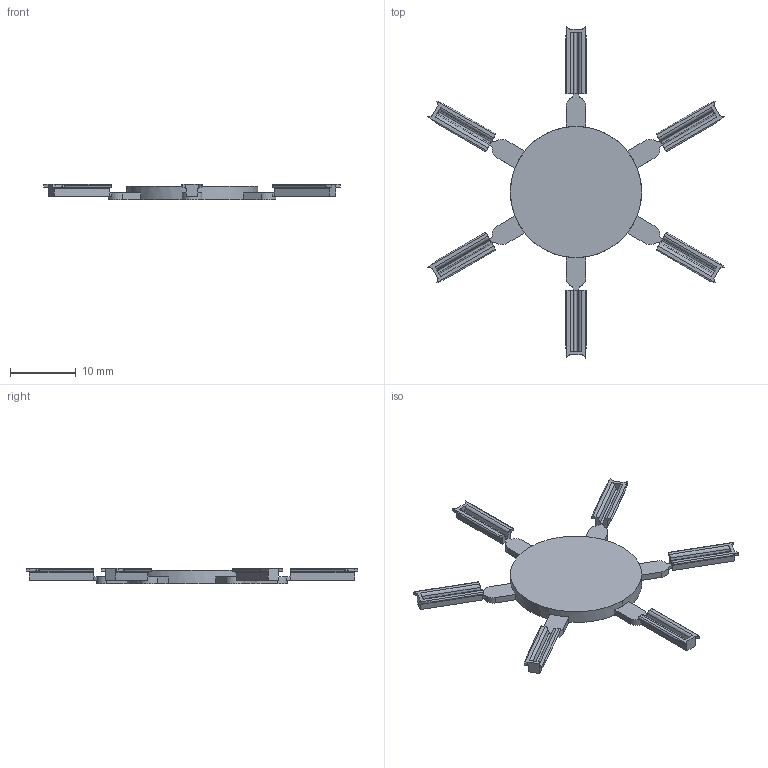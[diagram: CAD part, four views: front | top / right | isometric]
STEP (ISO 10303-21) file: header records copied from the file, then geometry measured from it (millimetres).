
FILE_DESCRIPTION(('CATIA V5 STEP Exchange','CAx-IF Rec.Pracs.--- Model Styling and Organization---1.2---2011-12-15'),'2;1');
FILE_NAME ('D1456773_0_1824410000_1824410000.stp','2018-09-21T12:59:17+00:00',('none'),('Weidmueller'),'CATIA Version 5-6 Release 2014','CATIA V5 STEP AP214','none');
FILE_SCHEMA(('AUTOMOTIVE_DESIGN { 1 0 10303 214 1 1 1 1 }'));
Length unit declared in the file: millimetre
Products named in the file (1): 1824410000
Bounding box: 45.22 x 50.6 x 2.3 mm (x, y, z)
Volume: 885.2 mm3; surface area: 1645.4 mm2
Topology: 1 solids, 1 shells, 254 faces, 809 edges, 557 vertices
Faces by surface type: plane 148, cylinder 104, extrusion 2
Entity records: 9559 total; most frequent: CARTESIAN_POINT 2748, ORIENTED_EDGE 1618, DIRECTION 1111, EDGE_CURVE 809, VERTEX_POINT 557, VECTOR 484, LINE 482, AXIS2_PLACEMENT_3D 404
